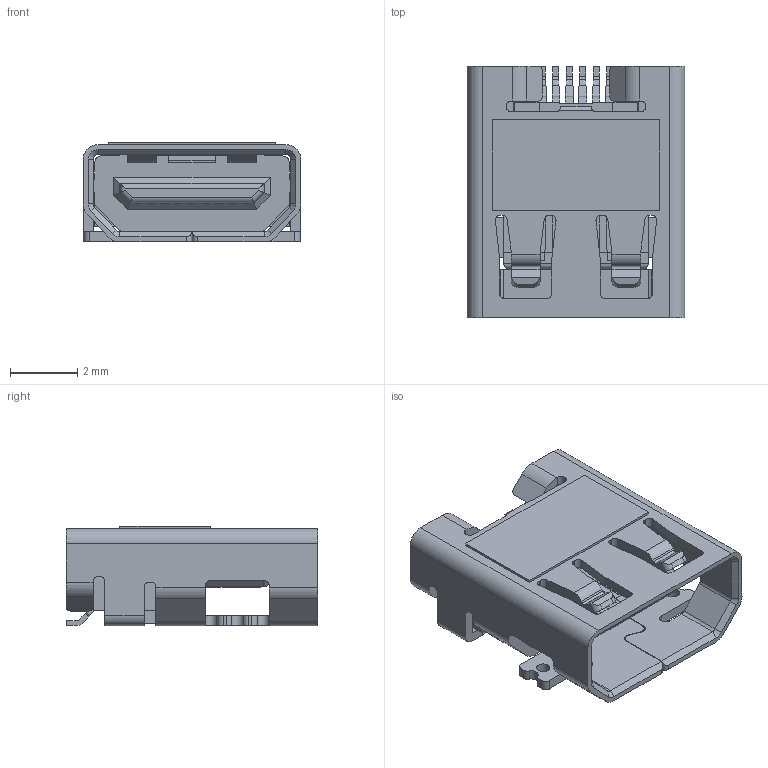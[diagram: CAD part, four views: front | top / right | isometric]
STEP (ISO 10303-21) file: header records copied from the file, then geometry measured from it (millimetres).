
FILE_DESCRIPTION((''),'2;1');
FILE_NAME('MOLEX_46765-0001.stp','2012-05-23T14:05:41',(''),(''),'Mechanical Desktop 2011','Mechanical Desktop 2011',', , ');
FILE_SCHEMA(('AUTOMOTIVE_DESIGN { 1 2 10303 214 1 1 1 1 }'));
Length unit declared in the file: millimetre
Products named in the file (1): Product
Bounding box: 6.5 x 7.5 x 2.97 mm (x, y, z)
Volume: 63 mm3; surface area: 425.9 mm2
Topology: 63 solids, 63 shells, 1167 faces, 3090 edges, 2045 vertices
Faces by surface type: plane 864, cylinder 256, bspline 34, cone 13
Entity records: 36113 total; most frequent: CARTESIAN_POINT 6641, ORIENTED_EDGE 6180, DIRECTION 5922, EDGE_CURVE 3090, VECTOR 2520, LINE 2520, VERTEX_POINT 2045, AXIS2_PLACEMENT_3D 1701
